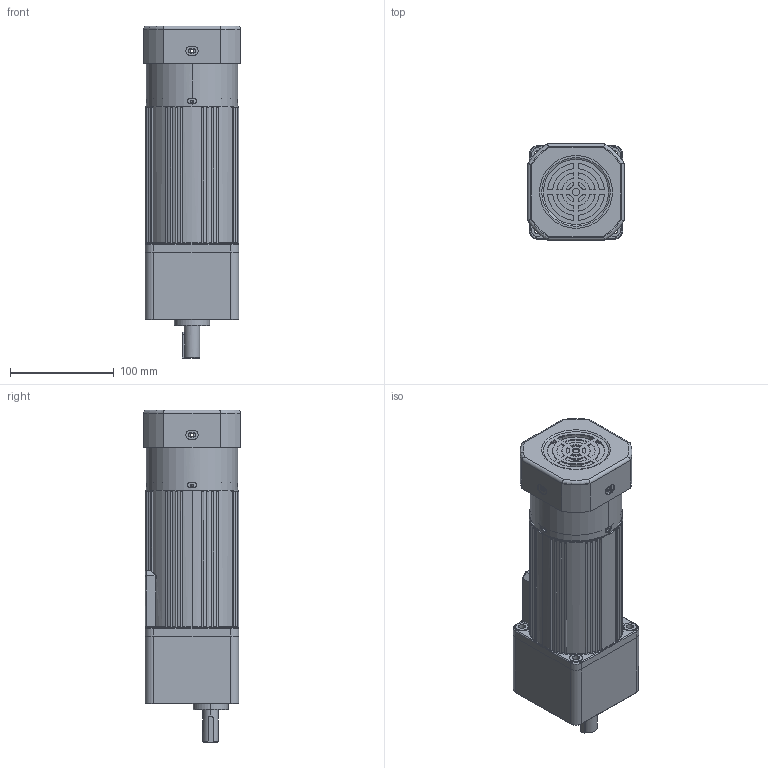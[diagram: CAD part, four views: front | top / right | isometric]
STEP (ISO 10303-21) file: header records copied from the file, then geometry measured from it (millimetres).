
FILE_DESCRIPTION (( 'STEP AP203' ), '1' );
FILE_NAME ('5IK180(R)-MF+5GU3-750KB.STEP', '2020-01-10T02:54:42', ( 'Sky123.Org' ), ( 'Sky123.Org' ), 'SwSTEP 2.0', 'SolidWorks 2014', '' );
FILE_SCHEMA (( 'CONFIG_CONTROL_DESIGN' ));
Length unit declared in the file: millimetre
Products named in the file (6): 5IK180(R)-MF+5GU3-750KB; 5IK180A; 90傻瑞欶褲; 90价陬ん欶褲; 5GU3-750KB
Assembly tree (5 placements, depth 3):
  5IK180(R)-MF+5GU3-750KB
    5IK180A
    90傻瑞欶褲
    90价陬ん欶褲
    5GU3-750KB
      5GU3-750KB
Bounding box: 93 x 93 x 319.5 mm (x, y, z)
Volume: 1533696.3 mm3; surface area: 195074 mm2
Topology: 4 solids, 4 shells, 605 faces, 1591 edges, 1007 vertices
Faces by surface type: cylinder 253, plane 159, torus 120, bspline 44, cone 27, sphere 2
Entity records: 25158 total; most frequent: CARTESIAN_POINT 9812, ORIENTED_EDGE 3162, DIRECTION 3020, EDGE_CURVE 1581, AXIS2_PLACEMENT_3D 1235, VERTEX_POINT 1007, EDGE_LOOP 698, CIRCLE 665
